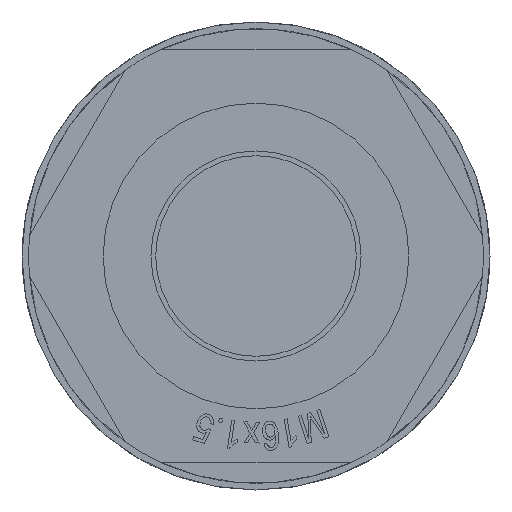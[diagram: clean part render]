
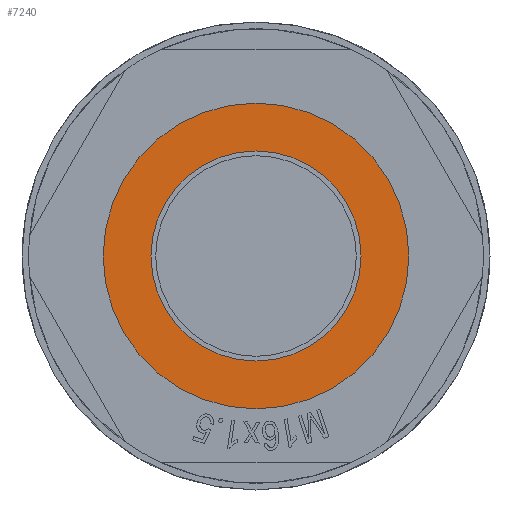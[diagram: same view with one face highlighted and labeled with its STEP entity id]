
A CAD part, front view. The second image highlights one B-rep face of the part: STEP entity #7240.
In plain terms, the highlighted planar face has unit normal (0, -1, 0).
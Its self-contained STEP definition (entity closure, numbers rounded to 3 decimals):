
#611 = CARTESIAN_POINT ( 'NONE',  ( 0., 0., 0. ) ) ;
#907 = CARTESIAN_POINT ( 'NONE',  ( 0., 0., -5.5 ) ) ;
#1377 = EDGE_CURVE ( 'NONE', #11972, #9581, #4260, .T. ) ;
#1421 = CIRCLE ( 'NONE', #17349, 5.5 ) ;
#1479 = EDGE_CURVE ( 'NONE', #2860, #15170, #8534, .T. ) ;
#1668 = DIRECTION ( 'NONE',  ( 0., 0., -1. ) ) ;
#1712 = EDGE_LOOP ( 'NONE', ( #11362, #4420 ) ) ;
#2504 = AXIS2_PLACEMENT_3D ( 'NONE', #11644, #13718, #1668 ) ;
#2759 = ORIENTED_EDGE ( 'NONE', *, *, #7634, .T. ) ;
#2860 = VERTEX_POINT ( 'NONE', #14535 ) ;
#4260 = CIRCLE ( 'NONE', #15975, 8. ) ;
#4420 = ORIENTED_EDGE ( 'NONE', *, *, #1479, .F. ) ;
#4526 = FACE_BOUND ( 'NONE', #1712, .T. ) ;
#5832 = EDGE_LOOP ( 'NONE', ( #2759, #14479 ) ) ;
#5965 = CIRCLE ( 'NONE', #2504, 8. ) ;
#6351 = DIRECTION ( 'NONE',  ( 0., 0., -1. ) ) ;
#7240 = ADVANCED_FACE ( 'NONE', ( #4526, #12905 ), #14235, .F. ) ;
#7497 = DIRECTION ( 'NONE',  ( 0., 0., 1. ) ) ;
#7634 = EDGE_CURVE ( 'NONE', #9581, #11972, #5965, .T. ) ;
#8108 = CARTESIAN_POINT ( 'NONE',  ( 0., 0., 0. ) ) ;
#8241 = CARTESIAN_POINT ( 'NONE',  ( 0., 0., -8. ) ) ;
#8534 = CIRCLE ( 'NONE', #10537, 5.5 ) ;
#8866 = CARTESIAN_POINT ( 'NONE',  ( -5.5, 0., 0. ) ) ;
#8963 = DIRECTION ( 'NONE',  ( 0., -1., 0. ) ) ;
#8965 = CARTESIAN_POINT ( 'NONE',  ( 0., 0., 8. ) ) ;
#8981 = AXIS2_PLACEMENT_3D ( 'NONE', #8866, #16840, #7497 ) ;
#9581 = VERTEX_POINT ( 'NONE', #8241 ) ;
#9831 = DIRECTION ( 'NONE',  ( 0., -1., 0. ) ) ;
#10463 = CARTESIAN_POINT ( 'NONE',  ( 0., 0., 0. ) ) ;
#10537 = AXIS2_PLACEMENT_3D ( 'NONE', #8108, #13531, #17250 ) ;
#11166 = DIRECTION ( 'NONE',  ( 0., 0., -1. ) ) ;
#11362 = ORIENTED_EDGE ( 'NONE', *, *, #13065, .F. ) ;
#11644 = CARTESIAN_POINT ( 'NONE',  ( 0., 0., 0. ) ) ;
#11972 = VERTEX_POINT ( 'NONE', #8965 ) ;
#12905 = FACE_OUTER_BOUND ( 'NONE', #5832, .T. ) ;
#13065 = EDGE_CURVE ( 'NONE', #15170, #2860, #1421, .T. ) ;
#13531 = DIRECTION ( 'NONE',  ( 0., -1., 0. ) ) ;
#13718 = DIRECTION ( 'NONE',  ( 0., -1., 0. ) ) ;
#14235 = PLANE ( 'NONE',  #8981 ) ;
#14479 = ORIENTED_EDGE ( 'NONE', *, *, #1377, .T. ) ;
#14535 = CARTESIAN_POINT ( 'NONE',  ( 0., 0., 5.5 ) ) ;
#15170 = VERTEX_POINT ( 'NONE', #907 ) ;
#15975 = AXIS2_PLACEMENT_3D ( 'NONE', #10463, #8963, #6351 ) ;
#16840 = DIRECTION ( 'NONE',  ( 0., 1., 0. ) ) ;
#17250 = DIRECTION ( 'NONE',  ( 0., 0., -1. ) ) ;
#17349 = AXIS2_PLACEMENT_3D ( 'NONE', #611, #9831, #11166 ) ;
